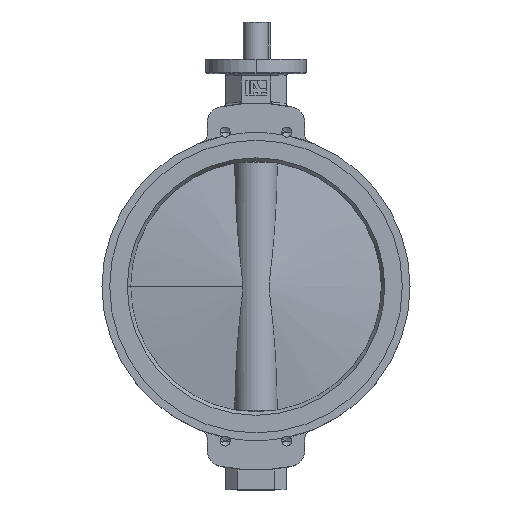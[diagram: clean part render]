
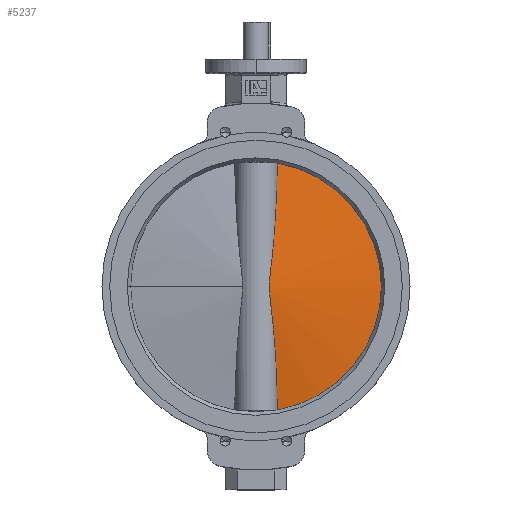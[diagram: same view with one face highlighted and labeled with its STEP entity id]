
A CAD part, top view. The second image highlights one B-rep face of the part: STEP entity #5237.
In plain terms, the highlighted conical face has half-angle 82.617 degrees and reference radius 219.964 mm.
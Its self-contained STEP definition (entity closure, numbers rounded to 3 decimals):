
#113 = AXIS2_PLACEMENT_3D ( 'NONE', #1254, #1255, #1256 ) ;
#498 = EDGE_LOOP ( 'NONE', ( #4018, #4017, #4016 ) ) ;
#1003 = EDGE_CURVE ( 'NONE', #3827, #3805, #2113, .T. ) ;
#1004 = EDGE_CURVE ( 'NONE', #3828, #3805, #3361, .T. ) ;
#1252 = CARTESIAN_POINT ( 'NONE',  ( -6.414, -197.921, 37.02 ) ) ;
#1253 = CARTESIAN_POINT ( 'NONE',  ( -4.111, -215.913, 37.274 ) ) ;
#1254 = CARTESIAN_POINT ( 'NONE',  ( -4.111, 0., 0. ) ) ;
#1255 = DIRECTION ( 'NONE',  ( -1., 0., 0. ) ) ;
#1256 = DIRECTION ( 'NONE',  ( 0., 0., 1. ) ) ;
#1257 = CARTESIAN_POINT ( 'NONE',  ( -8.714, -179.932, 36.552 ) ) ;
#1258 = CARTESIAN_POINT ( 'NONE',  ( -13.303, -143.967, 35.143 ) ) ;
#1259 = CARTESIAN_POINT ( 'NONE',  ( -15.592, -126.002, 34.203 ) ) ;
#1260 = CARTESIAN_POINT ( 'NONE',  ( -18.997, -99.086, 32.358 ) ) ;
#1261 = CARTESIAN_POINT ( 'NONE',  ( -20.128, -90.119, 31.67 ) ) ;
#1262 = CARTESIAN_POINT ( 'NONE',  ( -22.369, -72.197, 30.129 ) ) ;
#1263 = CARTESIAN_POINT ( 'NONE',  ( -23.481, -63.241, 29.274 ) ) ;
#1264 = CARTESIAN_POINT ( 'NONE',  ( -25.108, -49.812, 27.863 ) ) ;
#1265 = CARTESIAN_POINT ( 'NONE',  ( -25.643, -45.337, 27.371 ) ) ;
#1266 = CARTESIAN_POINT ( 'NONE',  ( -26.685, -36.385, 26.357 ) ) ;
#1267 = CARTESIAN_POINT ( 'NONE',  ( -27.192, -31.908, 25.833 ) ) ;
#1268 = CARTESIAN_POINT ( 'NONE',  ( -27.9, -25.187, 25.059 ) ) ;
#1269 = CARTESIAN_POINT ( 'NONE',  ( -28.127, -22.944, 24.804 ) ) ;
#1270 = CARTESIAN_POINT ( 'NONE',  ( -28.55, -18.456, 24.316 ) ) ;
#1271 = CARTESIAN_POINT ( 'NONE',  ( -28.746, -16.211, 24.083 ) ) ;
#1272 = CARTESIAN_POINT ( 'NONE',  ( -29.086, -11.718, 23.671 ) ) ;
#1273 = CARTESIAN_POINT ( 'NONE',  ( -29.23, -9.47, 23.493 ) ) ;
#1274 = CARTESIAN_POINT ( 'NONE',  ( -29.433, -4.969, 23.237 ) ) ;
#1275 = CARTESIAN_POINT ( 'NONE',  ( -29.493, -2.716, 23.161 ) ) ;
#1276 = CARTESIAN_POINT ( 'NONE',  ( -29.507, 1.797, 23.143 ) ) ;
#1277 = CARTESIAN_POINT ( 'NONE',  ( -29.461, 4.057, 23.202 ) ) ;
#1278 = CARTESIAN_POINT ( 'NONE',  ( -29.279, 8.582, 23.431 ) ) ;
#1279 = CARTESIAN_POINT ( 'NONE',  ( -29.143, 10.85, 23.6 ) ) ;
#1280 = CARTESIAN_POINT ( 'NONE',  ( -28.815, 15.377, 24. ) ) ;
#1281 = CARTESIAN_POINT ( 'NONE',  ( -28.623, 17.634, 24.23 ) ) ;
#1282 = CARTESIAN_POINT ( 'NONE',  ( -28.206, 22.143, 24.714 ) ) ;
#1283 = CARTESIAN_POINT ( 'NONE',  ( -27.981, 24.394, 24.969 ) ) ;
#1284 = CARTESIAN_POINT ( 'NONE',  ( -27.277, 31.143, 25.743 ) ) ;
#1285 = CARTESIAN_POINT ( 'NONE',  ( -26.77, 35.637, 26.271 ) ) ;
#1286 = CARTESIAN_POINT ( 'NONE',  ( -25.728, 44.625, 27.292 ) ) ;
#1287 = CARTESIAN_POINT ( 'NONE',  ( -25.191, 49.119, 27.788 ) ) ;
#1288 = CARTESIAN_POINT ( 'NONE',  ( -23.56, 62.602, 29.211 ) ) ;
#1289 = CARTESIAN_POINT ( 'NONE',  ( -22.444, 71.595, 30.073 ) ) ;
#1290 = CARTESIAN_POINT ( 'NONE',  ( -20.194, 89.593, 31.628 ) ) ;
#1291 = CARTESIAN_POINT ( 'NONE',  ( -19.059, 98.598, 32.322 ) ) ;
#1292 = CARTESIAN_POINT ( 'NONE',  ( -16.779, 116.62, 33.562 ) ) ;
#1293 = CARTESIAN_POINT ( 'NONE',  ( -15.634, 125.636, 34.108 ) ) ;
#1294 = CARTESIAN_POINT ( 'NONE',  ( -13.339, 143.68, 35.07 ) ) ;
#1295 = CARTESIAN_POINT ( 'NONE',  ( -12.188, 152.707, 35.485 ) ) ;
#1296 = CARTESIAN_POINT ( 'NONE',  ( -8.733, 179.788, 36.549 ) ) ;
#1297 = CARTESIAN_POINT ( 'NONE',  ( -6.423, 197.848, 37.019 ) ) ;
#1298 = CARTESIAN_POINT ( 'NONE',  ( -4.111, 215.913, 37.274 ) ) ;
#2113 = CIRCLE ( 'NONE', #113, 219.106 ) ;
#2616 = DIRECTION ( 'NONE',  ( 0., 0., -1. ) ) ;
#2617 = CARTESIAN_POINT ( 'NONE',  ( -4., 0., 0. ) ) ;
#2618 = DIRECTION ( 'NONE',  ( 1., 0., 0. ) ) ;
#2741 = CARTESIAN_POINT ( 'NONE',  ( -4.111, 0., 0. ) ) ;
#2742 = DIRECTION ( 'NONE',  ( -1., 0., 0. ) ) ;
#2743 = DIRECTION ( 'NONE',  ( 0., 0., 1. ) ) ;
#3135 = CARTESIAN_POINT ( 'NONE',  ( -4.111, 215.913, 37.274 ) ) ;
#3153 = CARTESIAN_POINT ( 'NONE',  ( -4.111, 0., 219.106 ) ) ;
#3154 = CARTESIAN_POINT ( 'NONE',  ( -4.111, -215.913, 37.274 ) ) ;
#3361 = B_SPLINE_CURVE_WITH_KNOTS ( 'NONE', 3,
 ( #1253, #1252, #1257, #1258, #1259, #1260, #1261, #1262, #1263, #1264, #1265, #1266, #1267, #1268, #1269, #1270, #1271, #1272, #1273, #1274, #1275, #1276, #1277, #1278, #1279, #1280, #1281, #1282, #1283, #1284, #1285, #1286, #1287, #1288, #1289, #1290, #1291, #1292, #1293, #1294, #1295, #1296, #1297, #1298 ),
 .UNSPECIFIED., .F., .F.,
 ( 4, 2, 2, 2, 2, 2, 2, 2, 2, 2, 2, 2, 2, 2, 2, 2, 2, 2, 2, 2, 2, 4 ),
 ( -0.195, -0.141, -0.087, -0.06, -0.033, -0.019, -0.006, 0.001, 0.008, 0.015, 0.021, 0.028, 0.035, 0.042, 0.048, 0.062, 0.075, 0.102, 0.13, 0.157, 0.184, 0.238 ),
 .UNSPECIFIED. ) ;
#3440 = AXIS2_PLACEMENT_3D ( 'NONE', #2617, #2618, #2616 ) ;
#3473 = AXIS2_PLACEMENT_3D ( 'NONE', #2741, #2742, #2743 ) ;
#3805 = VERTEX_POINT ( 'NONE', #3135 ) ;
#3827 = VERTEX_POINT ( 'NONE', #3153 ) ;
#3828 = VERTEX_POINT ( 'NONE', #3154 ) ;
#4016 = ORIENTED_EDGE ( 'NONE', *, *, #1003, .T. ) ;
#4017 = ORIENTED_EDGE ( 'NONE', *, *, #5917, .T. ) ;
#4018 = ORIENTED_EDGE ( 'NONE', *, *, #1004, .F. ) ;
#5237 = ADVANCED_FACE ( 'NONE', ( #5710 ), #5714, .T. ) ;
#5710 = FACE_OUTER_BOUND ( 'NONE', #498, .T. ) ;
#5714 = CONICAL_SURFACE ( 'NONE', #3440, 219.964, 1.442 ) ;
#5749 = CIRCLE ( 'NONE', #3473, 219.106 ) ;
#5917 = EDGE_CURVE ( 'NONE', #3828, #3827, #5749, .T. ) ;
